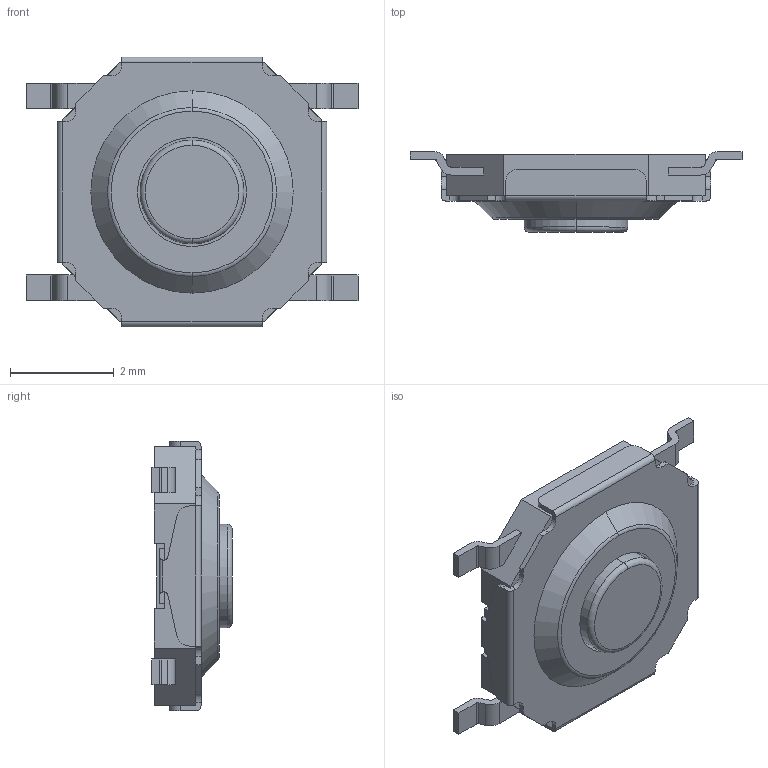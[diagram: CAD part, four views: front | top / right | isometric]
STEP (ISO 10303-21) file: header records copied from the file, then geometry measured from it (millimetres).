
FILE_DESCRIPTION (( 'STEP AP214' ), '1' );
FILE_NAME ('PTS526 SM15 SMTR2 LFS.STEP', '2021-07-22T11:02:59', ( '' ), ( '' ), 'SwSTEP 2.0', 'SolidWorks 2018', '' );
FILE_SCHEMA (( 'AUTOMOTIVE_DESIGN' ));
Length unit declared in the file: millimetre
Products named in the file (1): PTS526 SM15 SMTR2 LFS
Bounding box: 6.4 x 1.55 x 5.2 mm (x, y, z)
Volume: 24.8 mm3; surface area: 90.3 mm2
Topology: 1 solids, 1 shells, 177 faces, 488 edges, 316 vertices
Faces by surface type: plane 121, cylinder 46, torus 4, bspline 4, cone 2
Entity records: 7637 total; most frequent: CARTESIAN_POINT 1118, ORIENTED_EDGE 976, DIRECTION 920, EDGE_CURVE 488, VECTOR 372, LINE 372, VERTEX_POINT 316, AXIS2_PLACEMENT_3D 274
